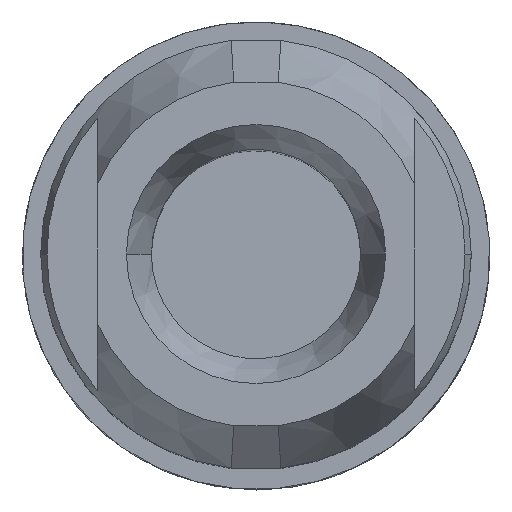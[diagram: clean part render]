
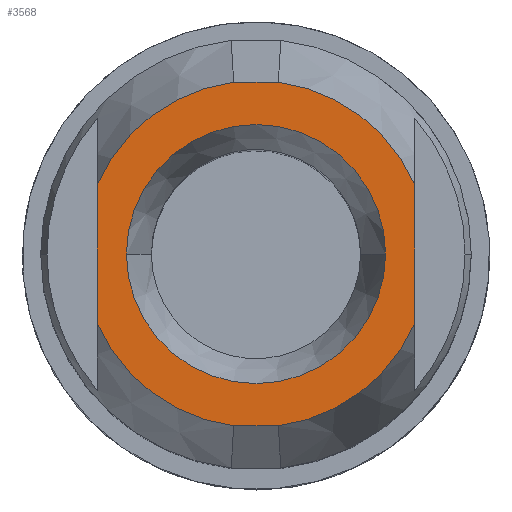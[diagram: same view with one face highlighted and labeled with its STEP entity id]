
A CAD part, top view. The second image highlights one B-rep face of the part: STEP entity #3568.
In plain terms, the highlighted planar face has unit normal (0, 0, 1).
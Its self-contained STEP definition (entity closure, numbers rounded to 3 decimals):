
#3342=AXIS2_PLACEMENT_3D('Circle Axis2P3D',#3340,#3341,$) ;
#3393=AXIS2_PLACEMENT_3D('Circle Axis2P3D',#3391,#3392,$) ;
#3454=AXIS2_PLACEMENT_3D('Circle Axis2P3D',#3452,#3453,$) ;
#3505=AXIS2_PLACEMENT_3D('Circle Axis2P3D',#3503,#3504,$) ;
#3520=AXIS2_PLACEMENT_3D('Plane Axis2P3D',#3517,#3518,#3519) ;
#3544=AXIS2_PLACEMENT_3D('Circle Axis2P3D',#3542,#3543,$) ;
#3553=AXIS2_PLACEMENT_3D('Circle Axis2P3D',#3551,#3552,$) ;
#3560=AXIS2_PLACEMENT_3D('Circle Axis2P3D',#3558,#3559,$) ;
#3296=CARTESIAN_POINT('Line Origine',(9.5,16.481,61.)) ;
#3300=CARTESIAN_POINT('Vertex',(10.406,16.481,61.)) ;
#3302=CARTESIAN_POINT('Vertex',(8.594,16.481,61.)) ;
#3340=CARTESIAN_POINT('Axis2P3D Location',(9.5,9.5,61.)) ;
#3344=CARTESIAN_POINT('Vertex',(15.95,12.32,61.)) ;
#3388=CARTESIAN_POINT('Vertex',(15.95,6.68,61.)) ;
#3391=CARTESIAN_POINT('Axis2P3D Location',(9.5,9.5,61.)) ;
#3395=CARTESIAN_POINT('Vertex',(10.406,2.519,61.)) ;
#3418=CARTESIAN_POINT('Line Origine',(9.5,2.519,61.)) ;
#3422=CARTESIAN_POINT('Vertex',(8.594,2.519,61.)) ;
#3452=CARTESIAN_POINT('Axis2P3D Location',(9.5,9.5,61.)) ;
#3456=CARTESIAN_POINT('Vertex',(3.05,6.68,61.)) ;
#3500=CARTESIAN_POINT('Vertex',(3.05,12.32,61.)) ;
#3503=CARTESIAN_POINT('Axis2P3D Location',(9.5,9.5,61.)) ;
#3517=CARTESIAN_POINT('Axis2P3D Location',(9.5,3.348,61.)) ;
#3522=CARTESIAN_POINT('Line Origine',(15.95,9.5,61.)) ;
#3527=CARTESIAN_POINT('Line Origine',(3.05,9.5,61.)) ;
#3542=CARTESIAN_POINT('Axis2P3D Location',(9.5,9.5,61.)) ;
#3546=CARTESIAN_POINT('Vertex',(9.5,4.236,61.)) ;
#3548=CARTESIAN_POINT('Vertex',(14.764,9.5,61.)) ;
#3551=CARTESIAN_POINT('Axis2P3D Location',(9.5,9.5,61.)) ;
#3555=CARTESIAN_POINT('Vertex',(4.236,9.5,61.)) ;
#3558=CARTESIAN_POINT('Axis2P3D Location',(9.5,9.5,61.)) ;
#3297=DIRECTION('Vector Direction',(-1.,0.,0.)) ;
#3341=DIRECTION('Axis2P3D Direction',(0.,0.,-1.)) ;
#3392=DIRECTION('Axis2P3D Direction',(0.,0.,-1.)) ;
#3419=DIRECTION('Vector Direction',(1.,0.,0.)) ;
#3453=DIRECTION('Axis2P3D Direction',(0.,0.,-1.)) ;
#3504=DIRECTION('Axis2P3D Direction',(0.,0.,-1.)) ;
#3518=DIRECTION('Axis2P3D Direction',(0.,0.,1.)) ;
#3519=DIRECTION('Axis2P3D XDirection',(-1.,0.,0.)) ;
#3523=DIRECTION('Vector Direction',(0.,1.,0.)) ;
#3528=DIRECTION('Vector Direction',(0.,1.,0.)) ;
#3543=DIRECTION('Axis2P3D Direction',(0.,0.,1.)) ;
#3552=DIRECTION('Axis2P3D Direction',(0.,0.,1.)) ;
#3559=DIRECTION('Axis2P3D Direction',(0.,0.,1.)) ;
#3298=VECTOR('Line Direction',#3297,1.) ;
#3420=VECTOR('Line Direction',#3419,1.) ;
#3524=VECTOR('Line Direction',#3523,1.) ;
#3529=VECTOR('Line Direction',#3528,1.) ;
#3533=ORIENTED_EDGE('',*,*,#3424,.T.) ;
#3534=ORIENTED_EDGE('',*,*,#3397,.F.) ;
#3535=ORIENTED_EDGE('',*,*,#3526,.T.) ;
#3536=ORIENTED_EDGE('',*,*,#3346,.F.) ;
#3537=ORIENTED_EDGE('',*,*,#3304,.T.) ;
#3538=ORIENTED_EDGE('',*,*,#3507,.F.) ;
#3539=ORIENTED_EDGE('',*,*,#3531,.F.) ;
#3540=ORIENTED_EDGE('',*,*,#3458,.F.) ;
#3564=ORIENTED_EDGE('',*,*,#3550,.F.) ;
#3565=ORIENTED_EDGE('',*,*,#3557,.F.) ;
#3566=ORIENTED_EDGE('',*,*,#3562,.F.) ;
#3567=FACE_BOUND('',#3563,.T.) ;
#3568=ADVANCED_FACE('Volumenk\X2\00F6\X0\rper2',(#3541,#3567),#3521,.T.) ;
#3343=CIRCLE('generated circle',#3342,7.039) ;
#3394=CIRCLE('generated circle',#3393,7.039) ;
#3455=CIRCLE('generated circle',#3454,7.039) ;
#3506=CIRCLE('generated circle',#3505,7.039) ;
#3545=CIRCLE('generated circle',#3544,5.264) ;
#3554=CIRCLE('generated circle',#3553,5.264) ;
#3561=CIRCLE('generated circle',#3560,5.264) ;
#3304=EDGE_CURVE('',#3301,#3303,#3299,.T.) ;
#3346=EDGE_CURVE('',#3301,#3345,#3343,.T.) ;
#3397=EDGE_CURVE('',#3389,#3396,#3394,.T.) ;
#3424=EDGE_CURVE('',#3423,#3396,#3421,.T.) ;
#3458=EDGE_CURVE('',#3423,#3457,#3455,.T.) ;
#3507=EDGE_CURVE('',#3501,#3303,#3506,.T.) ;
#3526=EDGE_CURVE('',#3389,#3345,#3525,.T.) ;
#3531=EDGE_CURVE('',#3457,#3501,#3530,.T.) ;
#3550=EDGE_CURVE('',#3547,#3549,#3545,.T.) ;
#3557=EDGE_CURVE('',#3556,#3547,#3554,.T.) ;
#3562=EDGE_CURVE('',#3549,#3556,#3561,.T.) ;
#3532=EDGE_LOOP('',(#3533,#3534,#3535,#3536,#3537,#3538,#3539,#3540)) ;
#3563=EDGE_LOOP('',(#3564,#3565,#3566)) ;
#3541=FACE_OUTER_BOUND('',#3532,.T.) ;
#3299=LINE('Line',#3296,#3298) ;
#3421=LINE('Line',#3418,#3420) ;
#3525=LINE('Line',#3522,#3524) ;
#3530=LINE('Line',#3527,#3529) ;
#3521=PLANE('',#3520) ;
#3301=VERTEX_POINT('',#3300) ;
#3303=VERTEX_POINT('',#3302) ;
#3345=VERTEX_POINT('',#3344) ;
#3389=VERTEX_POINT('',#3388) ;
#3396=VERTEX_POINT('',#3395) ;
#3423=VERTEX_POINT('',#3422) ;
#3457=VERTEX_POINT('',#3456) ;
#3501=VERTEX_POINT('',#3500) ;
#3547=VERTEX_POINT('',#3546) ;
#3549=VERTEX_POINT('',#3548) ;
#3556=VERTEX_POINT('',#3555) ;
